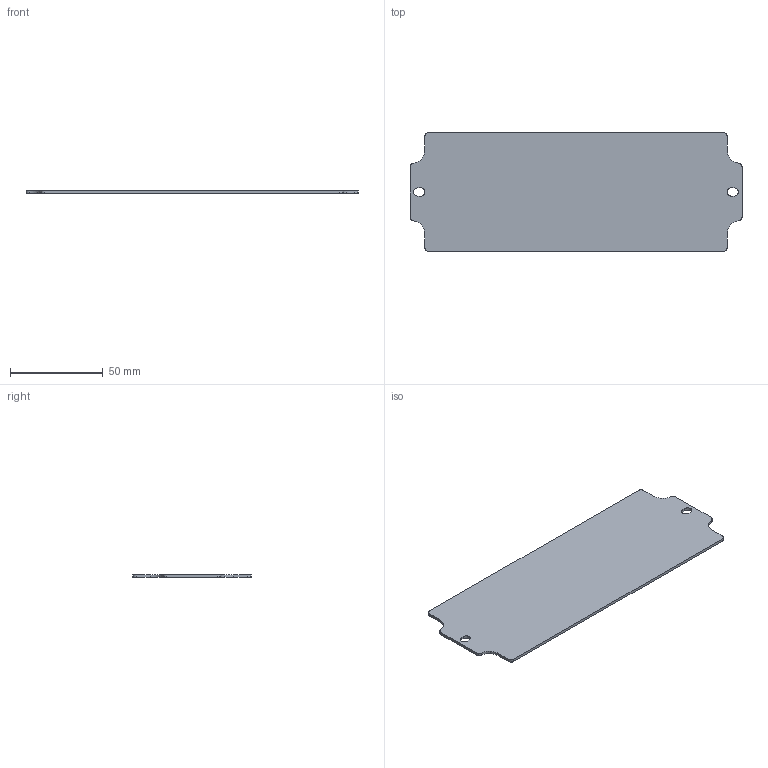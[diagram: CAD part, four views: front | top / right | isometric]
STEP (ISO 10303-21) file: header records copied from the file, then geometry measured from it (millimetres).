
FILE_DESCRIPTION(('CATIA V5 STEP Exchange','CAx-IF Rec.Pracs.--- Model Styling and Organization---1.4--- 2014-01-23'),'2;1');
FILE_NAME ('D1464915_1_9510690000_9510690000.stp','2022-06-07T10:02:33+00:00',('none'),('Weidmueller'),'CATIA Version 5-6 Release 2016 SP3 HF44','CATIA V5 STEP AP214','none');
FILE_SCHEMA(('AUTOMOTIVE_DESIGN { 1 0 10303 214 1 1 1 1 }'));
Length unit declared in the file: millimetre
Products named in the file (1): 9510690000_POK_MOPL_0819
Bounding box: 179 x 64 x 1.5 mm (x, y, z)
Volume: 16375.3 mm3; surface area: 22586.1 mm2
Topology: 1 solids, 1 shells, 46 faces, 132 edges, 88 vertices
Faces by surface type: cylinder 32, plane 14
Entity records: 1722 total; most frequent: CARTESIAN_POINT 539, ORIENTED_EDGE 264, DIRECTION 196, EDGE_CURVE 132, VERTEX_POINT 88, AXIS2_PLACEMENT_3D 83, VECTOR 68, LINE 68
